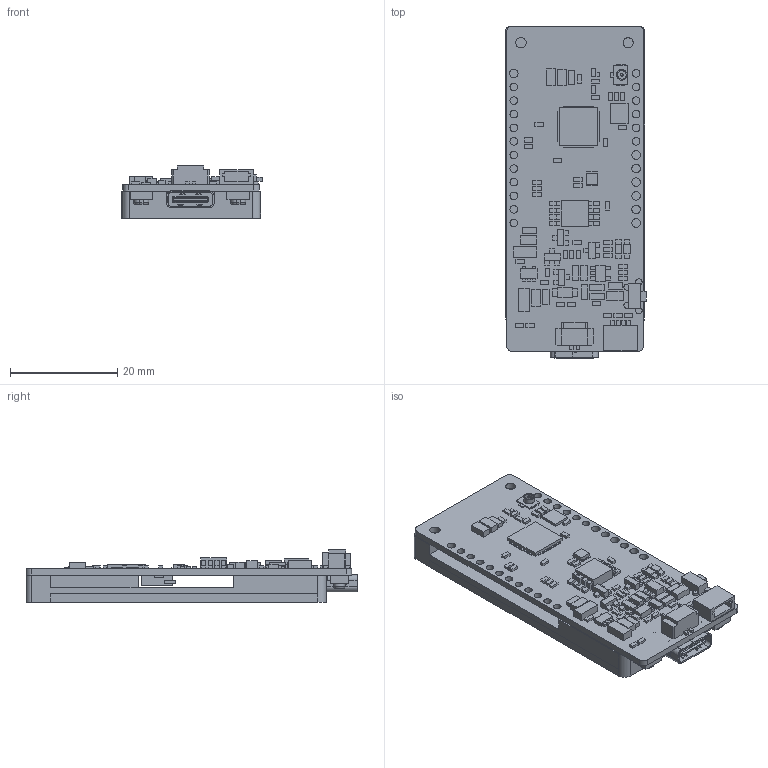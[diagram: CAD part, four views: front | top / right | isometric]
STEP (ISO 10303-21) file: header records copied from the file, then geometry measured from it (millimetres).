
FILE_DESCRIPTION(/* description */ (''),/* implementation_level */ '2;1');
FILE_NAME(/* name */ 'LILYGO T-Display-S3 H587 Not Soldered.step',/* time_stamp */ '2023-06-19T20:21:02-04:00',/* author */ (''),/* organization */ (''),/* preprocessor_version */ 'ST-DEVELOPER v19.2',/* originating_system */ 'Autodesk Translation Framework v12.6.0.85',/* authorisation */ '');
FILE_SCHEMA (('AUTOMOTIVE_DESIGN { 1 0 10303 214 3 1 1 }'));
Length unit declared in the file: millimetre
Products named in the file (3): MainBoard_3D_TTGO_3; USB Connector Type C female 6pin; LCD
Assembly tree (2 placements, depth 2):
  MainBoard_3D_TTGO_3
    USB Connector Type C female 6pin
    LCD
Bounding box: 26.31 x 61.98 x 9.75 mm (x, y, z)
Volume: 8012.3 mm3; surface area: 11424.6 mm2
Topology: 19 solids, 19 shells, 1303 faces, 3504 edges, 2315 vertices
Faces by surface type: plane 1102, cylinder 191, bspline 4, torus 4, cone 2
Full cylindrical faces by diameter (mm): 0.5 x1, 1.403 x17, 1.6 x1, 1.603 x7, 1.882 x2, 1.95 x2, 2 x1
Entity records: 40646 total; most frequent: CARTESIAN_POINT 7301, ORIENTED_EDGE 7008, DIRECTION 6497, EDGE_CURVE 3504, LINE 3095, VECTOR 3095, VERTEX_POINT 2315, AXIS2_PLACEMENT_3D 1701
